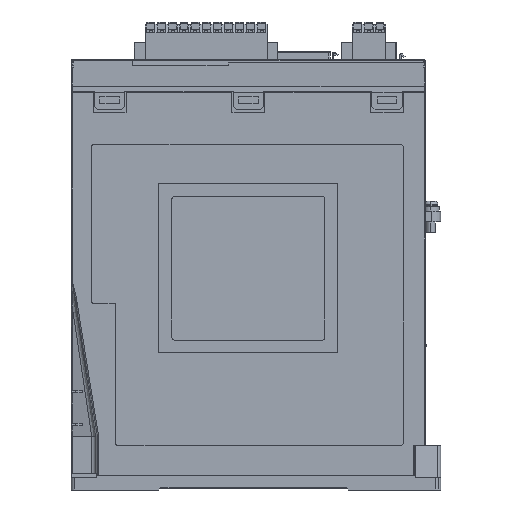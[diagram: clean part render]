
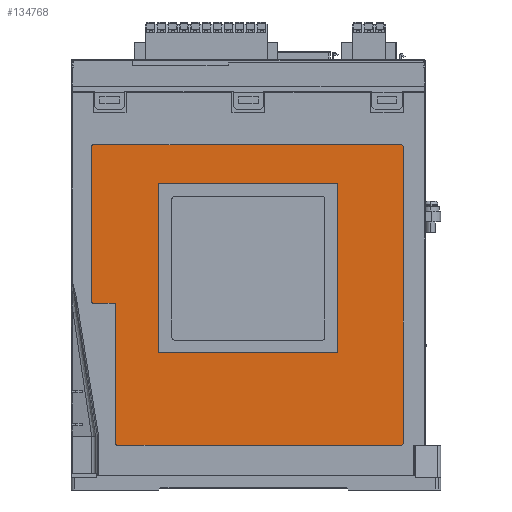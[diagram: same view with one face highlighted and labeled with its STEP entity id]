
A CAD part, left-side view. The second image highlights one B-rep face of the part: STEP entity #134768.
In plain terms, the highlighted planar face has unit normal (-1, 0, 0).
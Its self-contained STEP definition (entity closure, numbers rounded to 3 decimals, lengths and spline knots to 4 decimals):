
#14 = CARTESIAN_POINT ( 'NONE',  ( -2.2825, -2.6063, 4.9646 ) ) ;
#287 = CIRCLE ( 'NONE', #96161, 0.0512 ) ;
#578 = AXIS2_PLACEMENT_3D ( 'NONE', #167956, #14350, #168804 ) ;
#1272 = EDGE_CURVE ( 'NONE', #66546, #2505, #137921, .T. ) ;
#2505 = VERTEX_POINT ( 'NONE', #156241 ) ;
#2641 = DIRECTION ( 'NONE',  ( 0., 0., 1. ) ) ;
#2660 = DIRECTION ( 'NONE',  ( 0., 0., 1. ) ) ;
#5015 = DIRECTION ( 'NONE',  ( 0., 0., -1. ) ) ;
#5336 = EDGE_CURVE ( 'NONE', #121091, #138745, #155864, .T. ) ;
#7433 = EDGE_CURVE ( 'NONE', #63856, #121091, #167230, .T. ) ;
#9440 = CARTESIAN_POINT ( 'NONE',  ( -2.2825, 2.9724, 4.9154 ) ) ;
#10072 = VERTEX_POINT ( 'NONE', #66189 ) ;
#10989 = CARTESIAN_POINT ( 'NONE',  ( -2.2825, 2.5394, -1.0039 ) ) ;
#12248 = VERTEX_POINT ( 'NONE', #60276 ) ;
#12643 = VECTOR ( 'NONE', #113183, 39.3701 ) ;
#14152 = LINE ( 'NONE', #66451, #45032 ) ;
#14350 = DIRECTION ( 'NONE',  ( -1., 0., 0. ) ) ;
#14694 = AXIS2_PLACEMENT_3D ( 'NONE', #28139, #65058, #52235 ) ;
#14744 = EDGE_CURVE ( 'NONE', #10072, #2505, #287, .T. ) ;
#15749 = DIRECTION ( 'NONE',  ( 0., 0., -1. ) ) ;
#15982 = ORIENTED_EDGE ( 'NONE', *, *, #23408, .T. ) ;
#20382 = ORIENTED_EDGE ( 'NONE', *, *, #94188, .T. ) ;
#21475 = ORIENTED_EDGE ( 'NONE', *, *, #7433, .T. ) ;
#22259 = CARTESIAN_POINT ( 'NONE',  ( -2.2825, -1.4764, -1.0039 ) ) ;
#23408 = EDGE_CURVE ( 'NONE', #83071, #32492, #88243, .T. ) ;
#23538 = ORIENTED_EDGE ( 'NONE', *, *, #1272, .F. ) ;
#26411 = LINE ( 'NONE', #10989, #86607 ) ;
#28139 = CARTESIAN_POINT ( 'NONE',  ( -2.2825, 2.9232, 2.1555 ) ) ;
#28248 = DIRECTION ( 'NONE',  ( -1., 0., 0. ) ) ;
#28370 = DIRECTION ( 'NONE',  ( -1., 0., 0. ) ) ;
#28980 = ORIENTED_EDGE ( 'NONE', *, *, #5336, .T. ) ;
#29804 = CARTESIAN_POINT ( 'NONE',  ( -2.2825, -3.0512, 4.2717 ) ) ;
#31740 = VECTOR ( 'NONE', #76231, 39.3701 ) ;
#32492 = VERTEX_POINT ( 'NONE', #101549 ) ;
#32758 = VECTOR ( 'NONE', #135164, 39.3701 ) ;
#33930 = CIRCLE ( 'NONE', #14694, 0.0492 ) ;
#35853 = EDGE_CURVE ( 'NONE', #12248, #138745, #76866, .T. ) ;
#40193 = FACE_OUTER_BOUND ( 'NONE', #167760, .T. ) ;
#41021 = DIRECTION ( 'NONE',  ( 0., 0., 1. ) ) ;
#41147 = CARTESIAN_POINT ( 'NONE',  ( -2.2825, 2.9232, 4.9154 ) ) ;
#42012 = CARTESIAN_POINT ( 'NONE',  ( -2.2825, -1.4764, 4.2717 ) ) ;
#42176 = CARTESIAN_POINT ( 'NONE',  ( -2.2825, 2.9232, 2.1063 ) ) ;
#45032 = VECTOR ( 'NONE', #117072, 39.3701 ) ;
#48393 = VERTEX_POINT ( 'NONE', #113770 ) ;
#50234 = VERTEX_POINT ( 'NONE', #140880 ) ;
#52101 = DIRECTION ( 'NONE',  ( 0., 1., 0. ) ) ;
#52226 = DIRECTION ( 'NONE',  ( -1., 0., 0. ) ) ;
#52235 = DIRECTION ( 'NONE',  ( 0., 0., 1. ) ) ;
#60276 = CARTESIAN_POINT ( 'NONE',  ( -2.2825, 1.752, 4.2717 ) ) ;
#60962 = EDGE_CURVE ( 'NONE', #111392, #10072, #94888, .T. ) ;
#61966 = VERTEX_POINT ( 'NONE', #9440 ) ;
#62039 = AXIS2_PLACEMENT_3D ( 'NONE', #94411, #28370, #2641 ) ;
#63856 = VERTEX_POINT ( 'NONE', #42012 ) ;
#65058 = DIRECTION ( 'NONE',  ( -1., 0., 0. ) ) ;
#66153 = CARTESIAN_POINT ( 'NONE',  ( -2.2825, -2.6063, -0.4016 ) ) ;
#66189 = CARTESIAN_POINT ( 'NONE',  ( -2.2825, -2.6063, -0.4528 ) ) ;
#66451 = CARTESIAN_POINT ( 'NONE',  ( -2.2825, -3.0512, 4.9646 ) ) ;
#66546 = VERTEX_POINT ( 'NONE', #137036 ) ;
#67101 = ORIENTED_EDGE ( 'NONE', *, *, #146357, .T. ) ;
#67381 = VECTOR ( 'NONE', #15749, 39.3701 ) ;
#69283 = PLANE ( 'NONE',  #169747 ) ;
#70218 = CARTESIAN_POINT ( 'NONE',  ( -2.2825, -2.6575, -1.0039 ) ) ;
#70577 = EDGE_CURVE ( 'NONE', #160109, #111392, #135985, .T. ) ;
#74356 = CARTESIAN_POINT ( 'NONE',  ( -2.2825, 1.752, -1.0039 ) ) ;
#74705 = EDGE_CURVE ( 'NONE', #66546, #95277, #140288, .T. ) ;
#74989 = CARTESIAN_POINT ( 'NONE',  ( -2.2825, 1.752, 1.2244 ) ) ;
#76231 = DIRECTION ( 'NONE',  ( 0., -1., 0. ) ) ;
#76866 = LINE ( 'NONE', #74356, #91885 ) ;
#77852 = CARTESIAN_POINT ( 'NONE',  ( -2.2825, 2.5394, -0.4016 ) ) ;
#83071 = VERTEX_POINT ( 'NONE', #42176 ) ;
#86607 = VECTOR ( 'NONE', #113943, 39.3701 ) ;
#88243 = LINE ( 'NONE', #152660, #31740 ) ;
#91522 = EDGE_CURVE ( 'NONE', #50234, #83071, #33930, .T. ) ;
#91885 = VECTOR ( 'NONE', #116295, 39.3701 ) ;
#94188 = EDGE_CURVE ( 'NONE', #48393, #61966, #124765, .T. ) ;
#94411 = CARTESIAN_POINT ( 'NONE',  ( -2.2825, 2.4882, -0.4016 ) ) ;
#94888 = LINE ( 'NONE', #119756, #32758 ) ;
#95277 = VERTEX_POINT ( 'NONE', #14 ) ;
#96161 = AXIS2_PLACEMENT_3D ( 'NONE', #66153, #146768, #2660 ) ;
#101549 = CARTESIAN_POINT ( 'NONE',  ( -2.2825, 2.5394, 2.1063 ) ) ;
#102562 = EDGE_CURVE ( 'NONE', #12248, #63856, #160183, .T. ) ;
#105949 = ORIENTED_EDGE ( 'NONE', *, *, #35853, .F. ) ;
#107141 = DIRECTION ( 'NONE',  ( 0., 0., 1. ) ) ;
#107535 = ORIENTED_EDGE ( 'NONE', *, *, #60962, .T. ) ;
#111392 = VERTEX_POINT ( 'NONE', #149665 ) ;
#113183 = DIRECTION ( 'NONE',  ( 0., 0., -1. ) ) ;
#113770 = CARTESIAN_POINT ( 'NONE',  ( -2.2825, 2.9232, 4.9646 ) ) ;
#113943 = DIRECTION ( 'NONE',  ( 0., 0., -1. ) ) ;
#116019 = CARTESIAN_POINT ( 'NONE',  ( -2.2825, -1.4764, 1.2244 ) ) ;
#116295 = DIRECTION ( 'NONE',  ( 0., 0., -1. ) ) ;
#117072 = DIRECTION ( 'NONE',  ( 0., 1., 0. ) ) ;
#118297 = ORIENTED_EDGE ( 'NONE', *, *, #102562, .T. ) ;
#119233 = AXIS2_PLACEMENT_3D ( 'NONE', #41147, #28248, #107141 ) ;
#119756 = CARTESIAN_POINT ( 'NONE',  ( -2.2825, -3.0512, -0.4528 ) ) ;
#121091 = VERTEX_POINT ( 'NONE', #116019 ) ;
#121588 = CARTESIAN_POINT ( 'NONE',  ( -2.2825, 2.9232, 2.1555 ) ) ;
#122665 = ORIENTED_EDGE ( 'NONE', *, *, #74705, .T. ) ;
#124765 = CIRCLE ( 'NONE', #119233, 0.0492 ) ;
#130055 = VECTOR ( 'NONE', #52101, 39.3701 ) ;
#131413 = EDGE_LOOP ( 'NONE', ( #28980, #105949, #118297, #21475 ) ) ;
#132746 = FACE_BOUND ( 'NONE', #131413, .T. ) ;
#134768 = ADVANCED_FACE ( 'NONE', ( #40193, #132746 ), #69283, .T. ) ;
#134905 = CARTESIAN_POINT ( 'NONE',  ( -2.2825, 2.9724, -1.0039 ) ) ;
#135164 = DIRECTION ( 'NONE',  ( 0., -1., 0. ) ) ;
#135797 = ORIENTED_EDGE ( 'NONE', *, *, #91522, .T. ) ;
#135985 = CIRCLE ( 'NONE', #62039, 0.0512 ) ;
#137036 = CARTESIAN_POINT ( 'NONE',  ( -2.2825, -2.6575, 4.9134 ) ) ;
#137921 = LINE ( 'NONE', #70218, #167715 ) ;
#138585 = ORIENTED_EDGE ( 'NONE', *, *, #70577, .T. ) ;
#138745 = VERTEX_POINT ( 'NONE', #74989 ) ;
#140288 = CIRCLE ( 'NONE', #578, 0.0512 ) ;
#140880 = CARTESIAN_POINT ( 'NONE',  ( -2.2825, 2.9724, 2.1555 ) ) ;
#141867 = EDGE_CURVE ( 'NONE', #95277, #48393, #14152, .T. ) ;
#143611 = ORIENTED_EDGE ( 'NONE', *, *, #141867, .T. ) ;
#144241 = EDGE_CURVE ( 'NONE', #32492, #160109, #26411, .T. ) ;
#145270 = LINE ( 'NONE', #134905, #67381 ) ;
#146357 = EDGE_CURVE ( 'NONE', #61966, #50234, #145270, .T. ) ;
#146768 = DIRECTION ( 'NONE',  ( -1., 0., 0. ) ) ;
#148709 = ORIENTED_EDGE ( 'NONE', *, *, #14744, .T. ) ;
#149665 = CARTESIAN_POINT ( 'NONE',  ( -2.2825, 2.4882, -0.4528 ) ) ;
#149886 = DIRECTION ( 'NONE',  ( 0., -1., 0. ) ) ;
#152660 = CARTESIAN_POINT ( 'NONE',  ( -2.2825, -3.0512, 2.1063 ) ) ;
#155864 = LINE ( 'NONE', #157568, #130055 ) ;
#156241 = CARTESIAN_POINT ( 'NONE',  ( -2.2825, -2.6575, -0.4016 ) ) ;
#157568 = CARTESIAN_POINT ( 'NONE',  ( -2.2825, -3.0512, 1.2244 ) ) ;
#159203 = VECTOR ( 'NONE', #149886, 39.3701 ) ;
#160109 = VERTEX_POINT ( 'NONE', #77852 ) ;
#160183 = LINE ( 'NONE', #29804, #159203 ) ;
#167230 = LINE ( 'NONE', #22259, #12643 ) ;
#167327 = ORIENTED_EDGE ( 'NONE', *, *, #144241, .T. ) ;
#167715 = VECTOR ( 'NONE', #5015, 39.3701 ) ;
#167760 = EDGE_LOOP ( 'NONE', ( #67101, #135797, #15982, #167327, #138585, #107535, #148709, #23538, #122665, #143611, #20382 ) ) ;
#167956 = CARTESIAN_POINT ( 'NONE',  ( -2.2825, -2.6063, 4.9134 ) ) ;
#168804 = DIRECTION ( 'NONE',  ( 0., 0., 1. ) ) ;
#169747 = AXIS2_PLACEMENT_3D ( 'NONE', #121588, #52226, #41021 ) ;
